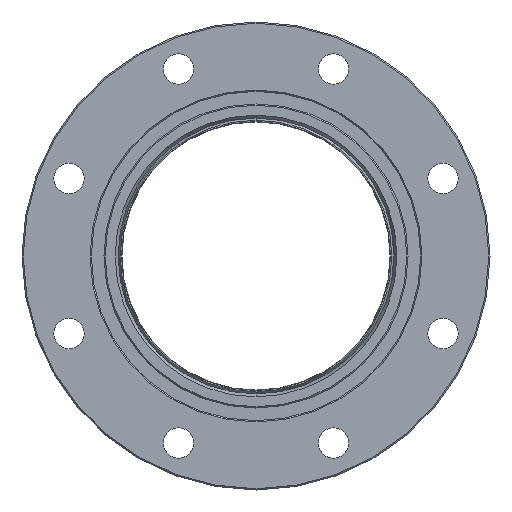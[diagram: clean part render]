
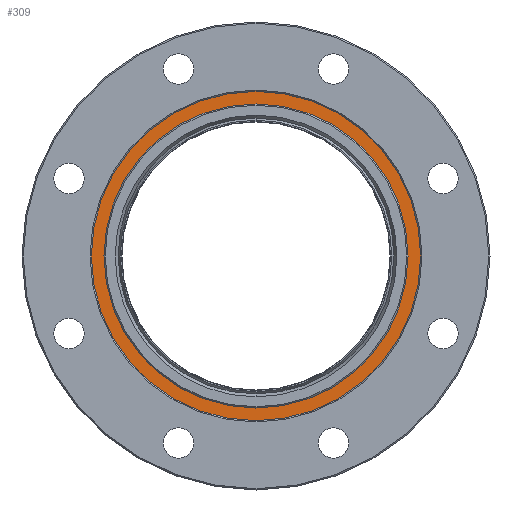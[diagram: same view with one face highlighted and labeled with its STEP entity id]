
A CAD part, left-side view. The second image highlights one B-rep face of the part: STEP entity #309.
In plain terms, the highlighted planar face has unit normal (-1, 0, 0).
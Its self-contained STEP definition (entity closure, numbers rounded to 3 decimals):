
#309=ADVANCED_FACE('',(#2052,#2053),#2051,.F.);
#2051=PLANE('',#5784);
#2052=FACE_OUTER_BOUND('',#5785,.T.);
#2053=FACE_BOUND('',#5786,.T.);
#5781=CARTESIAN_POINT('',(-52.,-122.757,75.1));
#5782=DIRECTION('',(1.,0.,0.));
#5783=DIRECTION('',(0.,0.,-1.));
#5784=AXIS2_PLACEMENT_3D('',#5781,#5782,#5783);
#5785=EDGE_LOOP('',(#7049,#7050));
#5786=EDGE_LOOP('',(#7051,#7052));
#7049=ORIENTED_EDGE('',*,*,#7733,.T.);
#7050=ORIENTED_EDGE('',*,*,#7734,.T.);
#7051=ORIENTED_EDGE('',*,*,#7735,.F.);
#7052=ORIENTED_EDGE('',*,*,#7736,.F.);
#7733=EDGE_CURVE('',#10261,#10262,#10263,.T.);
#7734=EDGE_CURVE('',#10262,#10261,#10269,.T.);
#7735=EDGE_CURVE('',#10275,#10276,#10277,.T.);
#7736=EDGE_CURVE('',#10276,#10275,#10283,.T.);
#10261=VERTEX_POINT('',#13059);
#10262=VERTEX_POINT('',#13060);
#10263=CIRCLE('',#13064,65.1);
#10269=CIRCLE('',#13068,65.1);
#10275=VERTEX_POINT('',#13069);
#10276=VERTEX_POINT('',#13070);
#10277=CIRCLE('',#13074,60.1);
#10283=CIRCLE('',#13078,60.1);
#13059=CARTESIAN_POINT('',(-52.,0.,65.1));
#13060=CARTESIAN_POINT('',(-52.,0.,-65.1));
#13061=CARTESIAN_POINT('',(-52.,0.,0.));
#13062=DIRECTION('',(-1.,0.,0.));
#13063=DIRECTION('',(0.,0.,1.));
#13064=AXIS2_PLACEMENT_3D('',#13061,#13062,#13063);
#13065=CARTESIAN_POINT('',(-52.,0.,0.));
#13066=DIRECTION('',(-1.,0.,0.));
#13067=DIRECTION('',(0.,0.,1.));
#13068=AXIS2_PLACEMENT_3D('',#13065,#13066,#13067);
#13069=CARTESIAN_POINT('',(-52.,0.,-60.1));
#13070=CARTESIAN_POINT('',(-52.,0.,60.1));
#13071=CARTESIAN_POINT('',(-52.,0.,0.));
#13072=DIRECTION('',(-1.,0.,0.));
#13073=DIRECTION('',(0.,0.,1.));
#13074=AXIS2_PLACEMENT_3D('',#13071,#13072,#13073);
#13075=CARTESIAN_POINT('',(-52.,0.,0.));
#13076=DIRECTION('',(-1.,0.,0.));
#13077=DIRECTION('',(0.,0.,1.));
#13078=AXIS2_PLACEMENT_3D('',#13075,#13076,#13077);
